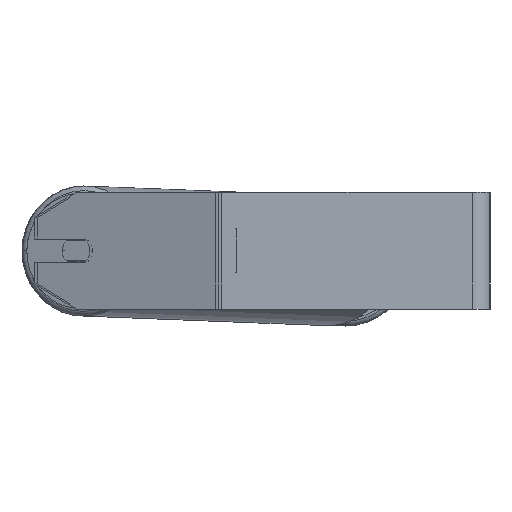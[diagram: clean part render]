
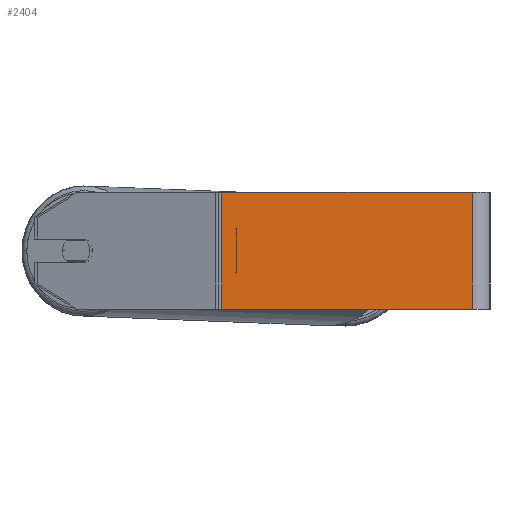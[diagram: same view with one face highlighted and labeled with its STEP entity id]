
A CAD part, left-side view. The second image highlights one B-rep face of the part: STEP entity #2404.
In plain terms, the highlighted planar face has unit normal (-1, 0, 0).
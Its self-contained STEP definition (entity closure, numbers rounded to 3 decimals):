
#643 = VERTEX_POINT ( 'NONE', #3164 ) ;
#886 = CARTESIAN_POINT ( 'NONE',  ( -800., 12., 40. ) ) ;
#945 = EDGE_CURVE ( 'NONE', #4023, #2600, #8320, .T. ) ;
#1027 = CARTESIAN_POINT ( 'NONE',  ( -800., 185.768, 40. ) ) ;
#1074 = DIRECTION ( 'NONE',  ( 0., -1., 0. ) ) ;
#2187 = EDGE_CURVE ( 'NONE', #643, #3958, #7058, .T. ) ;
#2203 = VECTOR ( 'NONE', #4251, 1000. ) ;
#2404 = ADVANCED_FACE ( 'NONE', ( #6992 ), #5047, .F. ) ;
#2578 = CARTESIAN_POINT ( 'NONE',  ( -800., 183.652, 40. ) ) ;
#2600 = VERTEX_POINT ( 'NONE', #4128 ) ;
#3016 = EDGE_CURVE ( 'NONE', #4023, #643, #3578, .T. ) ;
#3164 = CARTESIAN_POINT ( 'NONE',  ( -800., 183.652, -40. ) ) ;
#3569 = ORIENTED_EDGE ( 'NONE', *, *, #3016, .T. ) ;
#3578 = LINE ( 'NONE', #5874, #2203 ) ;
#3707 = VECTOR ( 'NONE', #1074, 1000. ) ;
#3958 = VERTEX_POINT ( 'NONE', #6020 ) ;
#4023 = VERTEX_POINT ( 'NONE', #2578 ) ;
#4128 = CARTESIAN_POINT ( 'NONE',  ( -800., 12., 40. ) ) ;
#4249 = EDGE_CURVE ( 'NONE', #2600, #3958, #5706, .T. ) ;
#4251 = DIRECTION ( 'NONE',  ( 0., 0., -1. ) ) ;
#5047 = PLANE ( 'NONE',  #5866 ) ;
#5361 = ORIENTED_EDGE ( 'NONE', *, *, #4249, .F. ) ;
#5604 = EDGE_LOOP ( 'NONE', ( #7704, #5361, #7311, #3569 ) ) ;
#5638 = DIRECTION ( 'NONE',  ( 0., -1., 0. ) ) ;
#5683 = CARTESIAN_POINT ( 'NONE',  ( -800., 185.768, -40. ) ) ;
#5706 = LINE ( 'NONE', #886, #8559 ) ;
#5708 = DIRECTION ( 'NONE',  ( 0., 0., -1. ) ) ;
#5866 = AXIS2_PLACEMENT_3D ( 'NONE', #1027, #6373, #5708 ) ;
#5874 = CARTESIAN_POINT ( 'NONE',  ( -800., 183.652, 40. ) ) ;
#6020 = CARTESIAN_POINT ( 'NONE',  ( -800., 12., -40. ) ) ;
#6373 = DIRECTION ( 'NONE',  ( 1., 0., 0. ) ) ;
#6992 = FACE_OUTER_BOUND ( 'NONE', #5604, .T. ) ;
#7058 = LINE ( 'NONE', #5683, #7698 ) ;
#7311 = ORIENTED_EDGE ( 'NONE', *, *, #945, .F. ) ;
#7698 = VECTOR ( 'NONE', #5638, 1000. ) ;
#7704 = ORIENTED_EDGE ( 'NONE', *, *, #2187, .T. ) ;
#7708 = CARTESIAN_POINT ( 'NONE',  ( -800., 185.768, 40. ) ) ;
#8320 = LINE ( 'NONE', #7708, #3707 ) ;
#8402 = DIRECTION ( 'NONE',  ( 0., 0., -1. ) ) ;
#8559 = VECTOR ( 'NONE', #8402, 1000. ) ;
